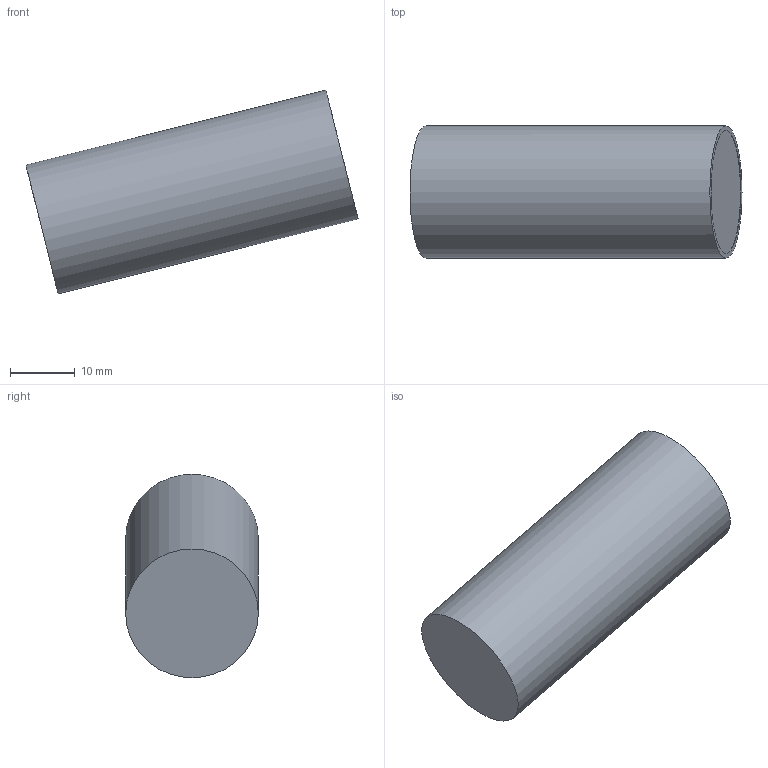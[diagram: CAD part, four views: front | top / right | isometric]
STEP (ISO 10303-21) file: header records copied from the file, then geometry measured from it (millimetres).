
FILE_DESCRIPTION(/* description */ ('STEP AP242','CAx-IF Rec.Pracs.---Representation and Presentation of Product Manufacturing Information (PMI)---4.0---2014-10-13','CAx-IF Rec.Pracs.---3D Tessellated Geometry---0.4---2014-09-14','2;1'),/* implementation_level */ '2;1');
FILE_NAME(/* name */ '61f6b6b51218122d01937b48',/* time_stamp */ '2022-01-30T16:03:02+00:00',/* author */ (''),/* organization */ (''),/* preprocessor_version */ 'ST-DEVELOPER v18.101',/* originating_system */ ' ',/* authorisation */ ' ');
FILE_SCHEMA (('AP242_MANAGED_MODEL_BASED_3D_ENGINEERING_MIM_LF { 1 0 10303 442 1 1 4 }'));
Length unit declared in the file: metre
Products named in the file (1): CaF_dt_D3
Bounding box: 51.16 x 20.45 x 31.36 mm (x, y, z)
Volume: 15203.7 mm3; surface area: 11787.8 mm2
Topology: 1 solids, 15 shells, 47 faces, 48 edges, 32 vertices
Faces by surface type: plane 31, cylinder 16
Full cylindrical faces by diameter (mm): 19.05 x15, 20.447 x1
Entity records: 788 total; most frequent: DIRECTION 160, CARTESIAN_POINT 112, AXIS2_PLACEMENT_3D 80, ORIENTED_EDGE 64, EDGE_LOOP 64, FACE_BOUND 64, ADVANCED_FACE 47, EDGE_CURVE 32
